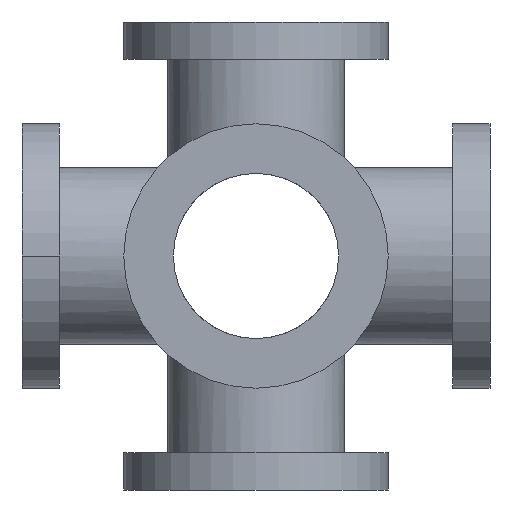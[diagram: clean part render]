
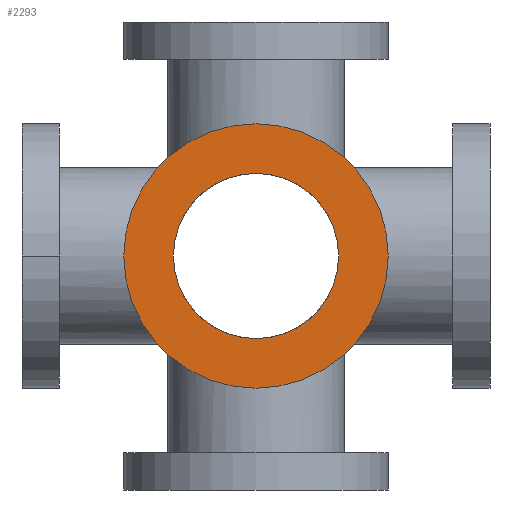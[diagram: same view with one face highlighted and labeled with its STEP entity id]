
A CAD part, front view. The second image highlights one B-rep face of the part: STEP entity #2293.
In plain terms, the highlighted planar face has unit normal (0, -1, 0).
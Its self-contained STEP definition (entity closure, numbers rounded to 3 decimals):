
#2088=CARTESIAN_POINT('POINT130',(-3.,-5.31,0.));
#2089=VERTEX_POINT('VERTEX130',#2088);
#2097=CARTESIAN_POINT('POINT131',(3.,-5.31,
   0.));
#2098=VERTEX_POINT('VERTEX131',#2097);
#2105=CARTESIAN_POINT('POS198',(0.,-5.31,0.));
#2106=DIRECTION('DIR367',(0.,1.,0.));
#2107=DIRECTION('DIR368',(-1.,0.,0.));
#2108=AXIS2_PLACEMENT_3D('AXIS170',#2105,#2106,#2107);
#2109=CIRCLE('ELLIPSE115',#2108,3.);
#2110=EDGE_CURVE('EDGE162',#2098,#2089,#2109,.T.);
#2121=EDGE_CURVE('EDGE163',#2089,#2098,#2109,.T.);
#2269=ORIENTED_EDGE('COEDGE343',*,*,#2121,.F.);
#2270=ORIENTED_EDGE('COEDGE344',*,*,#2110,.F.);
#2271=EDGE_LOOP('NONE',(#2269,#2270));
#2272=FACE_BOUND('LOOP1',#2271,.T.);
#2273=CARTESIAN_POINT('POINT140',(1.875,-5.31,0.));
#2274=VERTEX_POINT('VERTEX140',#2273);
#2275=CARTESIAN_POINT('POINT141',(-1.875,-5.31,
   0.));
#2276=VERTEX_POINT('VERTEX141',#2275);
#2277=CARTESIAN_POINT('POS213',(0.,-5.31,0.));
#2278=DIRECTION('DIR397',(0.,1.,0.));
#2279=DIRECTION('DIR398',(1.,0.,0.));
#2280=AXIS2_PLACEMENT_3D('AXIS185',#2277,#2278,#2279);
#2281=CIRCLE('ELLIPSE128',#2280,1.875);
#2282=EDGE_CURVE('EDGE176',#2274,#2276,#2281,.T.);
#2283=ORIENTED_EDGE('COEDGE345',*,*,#2282,.T.);
#2284=EDGE_CURVE('EDGE177',#2276,#2274,#2281,.T.);
#2285=ORIENTED_EDGE('COEDGE346',*,*,#2284,.T.);
#2286=EDGE_LOOP('NONE',(#2283,#2285));
#2287=FACE_BOUND('LOOP1',#2286,.T.);
#2288=CARTESIAN_POINT('POS214',(0.,-5.31,0.));
#2289=DIRECTION('DIR399',(0.,-1.,0.));
#2290=DIRECTION('DIR400',(1.,0.,0.));
#2291=AXIS2_PLACEMENT_3D('AXIS186',#2288,#2289,#2290);
#2292=PLANE('PLANE12',#2291);
#2293=ADVANCED_FACE('FACE74',(#2272,#2287),#2292,.T.);
